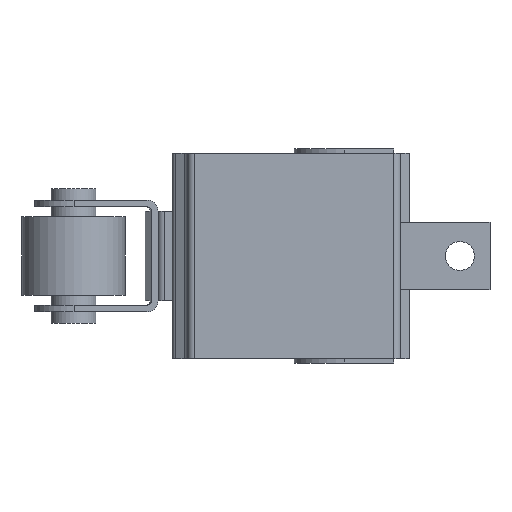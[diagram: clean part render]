
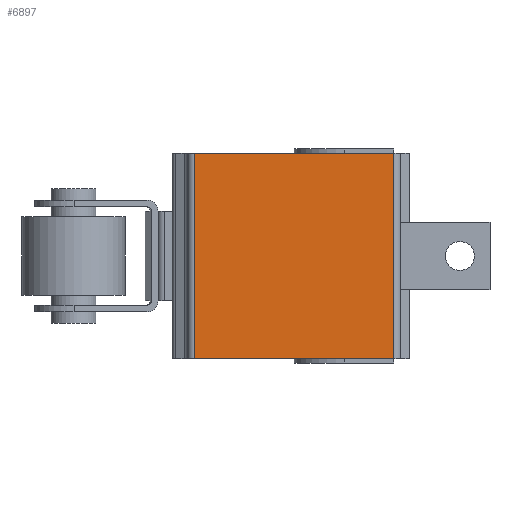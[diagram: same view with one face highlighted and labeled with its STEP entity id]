
A CAD part, left-side view. The second image highlights one B-rep face of the part: STEP entity #6897.
In plain terms, the highlighted planar face has unit normal (-1, 0, 0).
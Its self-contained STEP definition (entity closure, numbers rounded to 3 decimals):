
#657=FACE_OUTER_BOUND('',#1068,.T.);
#1068=EDGE_LOOP('',(#4786,#4787,#4788,#4789));
#1522=LINE('',#9161,#2218);
#1527=LINE('',#9173,#2223);
#1575=LINE('',#10340,#2271);
#1576=LINE('',#10342,#2272);
#2218=VECTOR('',#7731,10.);
#2223=VECTOR('',#7742,10.);
#2271=VECTOR('',#7816,10.);
#2272=VECTOR('',#7819,10.);
#2904=VERTEX_POINT('',#9158);
#2905=VERTEX_POINT('',#9160);
#2909=VERTEX_POINT('',#9172);
#2984=VERTEX_POINT('',#10336);
#3607=EDGE_CURVE('',#2904,#2905,#1522,.T.);
#3613=EDGE_CURVE('',#2905,#2909,#1527,.F.);
#3693=EDGE_CURVE('',#2909,#2984,#1575,.T.);
#3694=EDGE_CURVE('',#2904,#2984,#1576,.F.);
#4786=ORIENTED_EDGE('',*,*,#3607,.F.);
#4787=ORIENTED_EDGE('',*,*,#3694,.T.);
#4788=ORIENTED_EDGE('',*,*,#3693,.F.);
#4789=ORIENTED_EDGE('',*,*,#3613,.F.);
#6659=PLANE('',#7335);
#6897=ADVANCED_FACE('',(#657),#6659,.F.);
#7335=AXIS2_PLACEMENT_3D('',#10341,#7817,#7818);
#7731=DIRECTION('',(0.,0.,1.));
#7742=DIRECTION('',(0.,1.,0.));
#7816=DIRECTION('',(0.,0.,-1.));
#7817=DIRECTION('center_axis',(1.,0.,0.));
#7818=DIRECTION('ref_axis',(0.,0.,-1.));
#7819=DIRECTION('',(0.,1.,0.));
#9158=CARTESIAN_POINT('',(-8.824,6.112,-2.27));
#9160=CARTESIAN_POINT('',(-8.824,6.112,3.23));
#9161=CARTESIAN_POINT('',(-8.824,6.112,2.28));
#9172=CARTESIAN_POINT('',(-8.824,0.772,3.23));
#9173=CARTESIAN_POINT('',(-8.824,0.772,3.23));
#10336=CARTESIAN_POINT('',(-8.824,0.772,-2.27));
#10340=CARTESIAN_POINT('',(-8.824,0.772,2.28));
#10341=CARTESIAN_POINT('Origin',(-8.824,0.772,2.28));
#10342=CARTESIAN_POINT('',(-8.824,0.772,-2.27));
